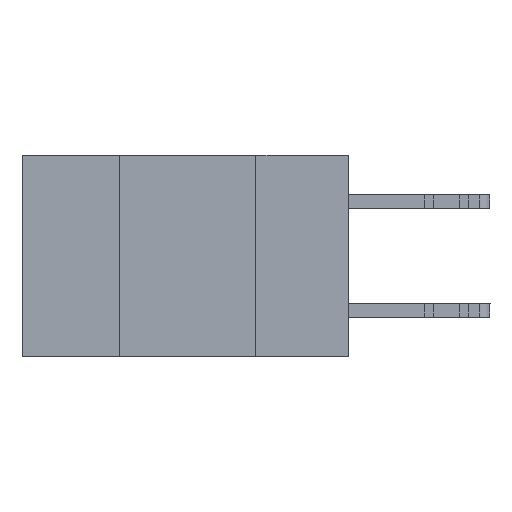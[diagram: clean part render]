
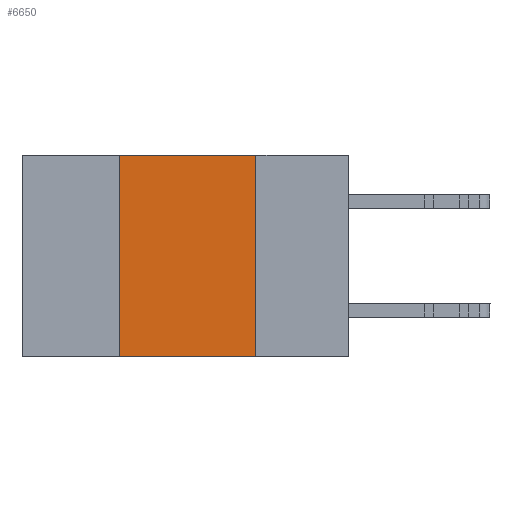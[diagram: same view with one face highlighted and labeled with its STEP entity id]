
A CAD part, left-side view. The second image highlights one B-rep face of the part: STEP entity #6650.
In plain terms, the highlighted planar face has unit normal (-1, 0, 0).
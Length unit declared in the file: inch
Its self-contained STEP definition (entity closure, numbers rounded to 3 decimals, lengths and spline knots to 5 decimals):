
#417 = VERTEX_POINT ( 'NONE', #27830 ) ;
#3740 = ORIENTED_EDGE ( 'NONE', *, *, #22355, .F. ) ;
#4084 = DIRECTION ( 'NONE',  ( 0., -1., 0. ) ) ;
#4439 = EDGE_LOOP ( 'NONE', ( #17114, #24211, #3740, #22537 ) ) ;
#5006 = VECTOR ( 'NONE', #11020, 39.37008 ) ;
#5715 = LINE ( 'NONE', #19681, #5006 ) ;
#5984 = FACE_OUTER_BOUND ( 'NONE', #4439, .T. ) ;
#6650 = ADVANCED_FACE ( 'NONE', ( #5984 ), #8318, .F. ) ;
#7492 = LINE ( 'NONE', #8833, #24160 ) ;
#8318 = PLANE ( 'NONE',  #20433 ) ;
#8353 = DIRECTION ( 'NONE',  ( 1., 0., 0. ) ) ;
#8360 = CARTESIAN_POINT ( 'NONE',  ( 0., 0.6, 0. ) ) ;
#8571 = DIRECTION ( 'NONE',  ( 0., 0., -1. ) ) ;
#8640 = CARTESIAN_POINT ( 'NONE',  ( 0., 0.42, 0. ) ) ;
#8833 = CARTESIAN_POINT ( 'NONE',  ( 0., 0.17, 0. ) ) ;
#10605 = DIRECTION ( 'NONE',  ( 0., 0., 1. ) ) ;
#10887 = CARTESIAN_POINT ( 'NONE',  ( 0., 0.17, -0.37 ) ) ;
#11020 = DIRECTION ( 'NONE',  ( 0., -1., 0. ) ) ;
#11048 = DIRECTION ( 'NONE',  ( 0., 0., -1. ) ) ;
#11090 = VERTEX_POINT ( 'NONE', #8640 ) ;
#16806 = VERTEX_POINT ( 'NONE', #26795 ) ;
#17090 = CARTESIAN_POINT ( 'NONE',  ( 0., 0.6, 0. ) ) ;
#17114 = ORIENTED_EDGE ( 'NONE', *, *, #26591, .F. ) ;
#18141 = VERTEX_POINT ( 'NONE', #10887 ) ;
#19276 = CARTESIAN_POINT ( 'NONE',  ( 0., 0.42, 0. ) ) ;
#19459 = EDGE_CURVE ( 'NONE', #417, #18141, #5715, .T. ) ;
#19681 = CARTESIAN_POINT ( 'NONE',  ( 0., 0.6, -0.37 ) ) ;
#20433 = AXIS2_PLACEMENT_3D ( 'NONE', #8360, #8353, #8571 ) ;
#20787 = VECTOR ( 'NONE', #4084, 39.37008 ) ;
#20968 = VECTOR ( 'NONE', #10605, 39.37008 ) ;
#21476 = LINE ( 'NONE', #17090, #20787 ) ;
#22355 = EDGE_CURVE ( 'NONE', #417, #11090, #27924, .T. ) ;
#22537 = ORIENTED_EDGE ( 'NONE', *, *, #19459, .T. ) ;
#24160 = VECTOR ( 'NONE', #11048, 39.37008 ) ;
#24211 = ORIENTED_EDGE ( 'NONE', *, *, #27170, .F. ) ;
#26591 = EDGE_CURVE ( 'NONE', #16806, #18141, #7492, .T. ) ;
#26795 = CARTESIAN_POINT ( 'NONE',  ( 0., 0.17, 0. ) ) ;
#27170 = EDGE_CURVE ( 'NONE', #11090, #16806, #21476, .T. ) ;
#27830 = CARTESIAN_POINT ( 'NONE',  ( 0., 0.42, -0.37 ) ) ;
#27924 = LINE ( 'NONE', #19276, #20968 ) ;
